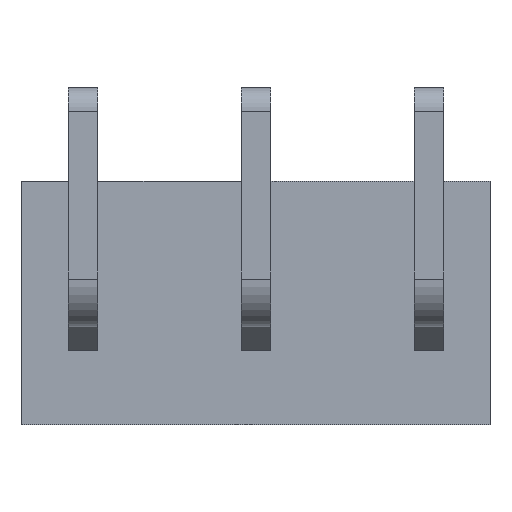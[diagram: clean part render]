
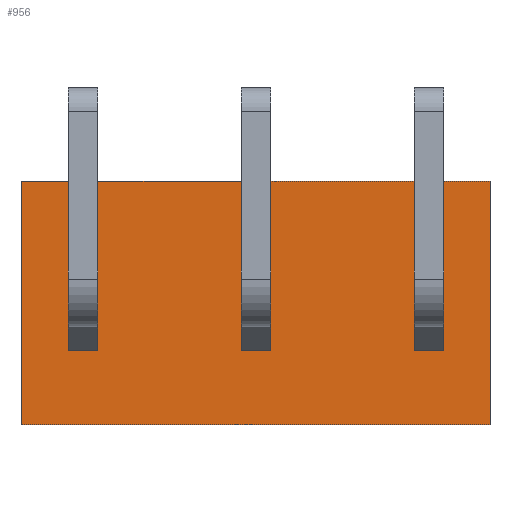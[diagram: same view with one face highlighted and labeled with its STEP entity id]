
A CAD part, front view. The second image highlights one B-rep face of the part: STEP entity #956.
In plain terms, the highlighted planar face has unit normal (0, -1, 0).
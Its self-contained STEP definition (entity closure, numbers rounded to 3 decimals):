
#52=FACE_OUTER_BOUND('',#109,.T.);
#109=EDGE_LOOP('',(#670,#671,#672,#673));
#167=LINE('',#1378,#290);
#171=LINE('',#1386,#294);
#174=LINE('',#1392,#297);
#177=LINE('',#1397,#300);
#290=VECTOR('',#1114,10.);
#294=VECTOR('',#1120,10.);
#297=VECTOR('',#1125,10.);
#300=VECTOR('',#1130,10.);
#409=VERTEX_POINT('',#1376);
#410=VERTEX_POINT('',#1377);
#413=VERTEX_POINT('',#1385);
#415=VERTEX_POINT('',#1391);
#503=EDGE_CURVE('',#409,#410,#167,.T.);
#507=EDGE_CURVE('',#410,#413,#171,.T.);
#510=EDGE_CURVE('',#413,#415,#174,.T.);
#513=EDGE_CURVE('',#415,#409,#177,.T.);
#670=ORIENTED_EDGE('',*,*,#513,.T.);
#671=ORIENTED_EDGE('',*,*,#503,.T.);
#672=ORIENTED_EDGE('',*,*,#507,.T.);
#673=ORIENTED_EDGE('',*,*,#510,.T.);
#906=PLANE('',#1030);
#956=ADVANCED_FACE('',(#52),#906,.F.);
#1030=AXIS2_PLACEMENT_3D('',#1400,#1134,#1135);
#1114=DIRECTION('',(0.,0.,-1.));
#1120=DIRECTION('',(1.,0.,0.));
#1125=DIRECTION('',(0.,0.,1.));
#1130=DIRECTION('',(-1.,0.,0.));
#1134=DIRECTION('center_axis',(0.,1.,0.));
#1135=DIRECTION('ref_axis',(1.,0.,0.));
#1376=CARTESIAN_POINT('',(0.,0.,6.6));
#1377=CARTESIAN_POINT('',(0.,0.,0.));
#1378=CARTESIAN_POINT('',(0.,0.,6.6));
#1385=CARTESIAN_POINT('',(12.7,0.,0.));
#1386=CARTESIAN_POINT('',(0.,0.,0.));
#1391=CARTESIAN_POINT('',(12.7,0.,6.6));
#1392=CARTESIAN_POINT('',(12.7,0.,0.));
#1397=CARTESIAN_POINT('',(12.7,0.,6.6));
#1400=CARTESIAN_POINT('Origin',(6.35,0.,3.3));
